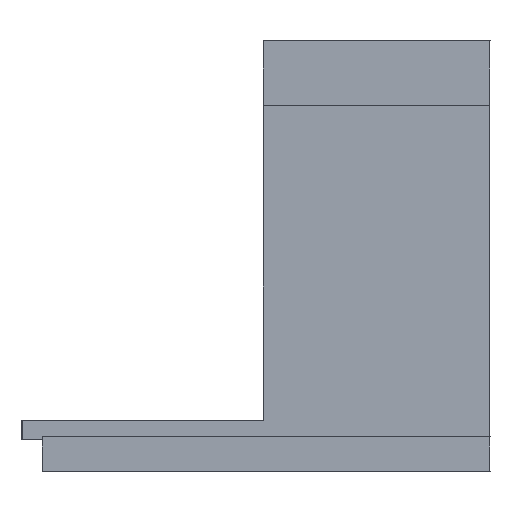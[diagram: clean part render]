
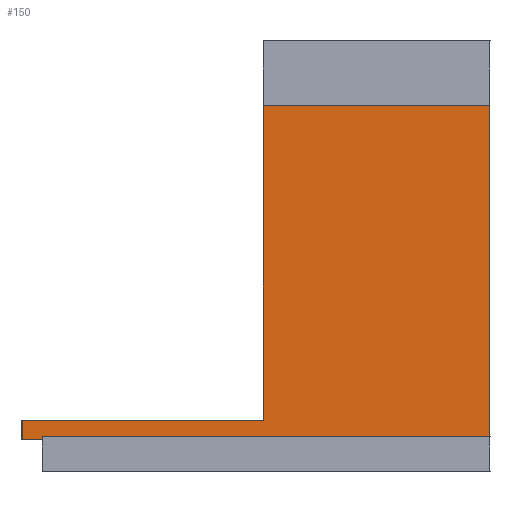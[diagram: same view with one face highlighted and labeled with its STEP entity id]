
A CAD part, left-side view. The second image highlights one B-rep face of the part: STEP entity #150.
In plain terms, the highlighted planar face has unit normal (-1, 0, 0).
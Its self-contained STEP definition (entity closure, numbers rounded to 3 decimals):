
#150=ADVANCED_FACE('',(#311),#230,.F.);
#230=PLANE('',#1889);
#311=FACE_OUTER_BOUND('',#400,.T.);
#400=EDGE_LOOP('',(#765,#766,#767,#768,#769,#770,#771,#772));
#765=ORIENTED_EDGE('',*,*,#1300,.F.);
#766=ORIENTED_EDGE('',*,*,#1302,.F.);
#767=ORIENTED_EDGE('',*,*,#1293,.F.);
#768=ORIENTED_EDGE('',*,*,#1168,.F.);
#769=ORIENTED_EDGE('',*,*,#1152,.F.);
#770=ORIENTED_EDGE('',*,*,#1148,.F.);
#771=ORIENTED_EDGE('',*,*,#1145,.F.);
#772=ORIENTED_EDGE('',*,*,#1303,.F.);
#964=VERTEX_POINT('',#2461);
#966=VERTEX_POINT('',#2464);
#968=VERTEX_POINT('',#2470);
#971=VERTEX_POINT('',#2478);
#983=VERTEX_POINT('',#2510);
#1067=VERTEX_POINT('',#2758);
#1072=VERTEX_POINT('',#2771);
#1073=VERTEX_POINT('',#2773);
#1145=EDGE_CURVE('',#964,#966,#1395,.T.);
#1148=EDGE_CURVE('',#966,#968,#1398,.T.);
#1152=EDGE_CURVE('',#968,#971,#1402,.T.);
#1168=EDGE_CURVE('',#971,#983,#1417,.T.);
#1293=EDGE_CURVE('',#983,#1067,#1523,.T.);
#1300=EDGE_CURVE('',#1072,#1073,#1530,.T.);
#1302=EDGE_CURVE('',#1067,#1072,#1532,.T.);
#1303=EDGE_CURVE('',#1073,#964,#1533,.T.);
#1395=LINE('',#2463,#1621);
#1398=LINE('',#2469,#1624);
#1402=LINE('',#2477,#1628);
#1417=LINE('',#2509,#1643);
#1523=LINE('',#2757,#1749);
#1530=LINE('',#2772,#1756);
#1532=LINE('',#2776,#1758);
#1533=LINE('',#2777,#1759);
#1621=VECTOR('',#1994,1.);
#1624=VECTOR('',#1999,1.);
#1628=VECTOR('',#2005,1.);
#1643=VECTOR('',#2030,1.);
#1749=VECTOR('',#2252,1.);
#1756=VECTOR('',#2263,1.);
#1758=VECTOR('',#2267,1.);
#1759=VECTOR('',#2268,1.);
#1889=AXIS2_PLACEMENT_3D('',#2778,#2269,#2270);
#1994=DIRECTION('',(0.,1.,0.));
#1999=DIRECTION('',(0.,0.,1.));
#2005=DIRECTION('',(0.,-1.,0.));
#2030=DIRECTION('',(0.,0.,1.));
#2252=DIRECTION('',(0.,-1.,0.));
#2263=DIRECTION('',(0.,1.,0.));
#2267=DIRECTION('',(0.,0.,-1.));
#2268=DIRECTION('',(0.,0.,-1.));
#2269=DIRECTION('',(1.,0.,0.));
#2270=DIRECTION('',(0.,0.,-1.));
#2461=CARTESIAN_POINT('',(1.6,8.45,1.2));
#2463=CARTESIAN_POINT('',(1.6,8.45,1.2));
#2464=CARTESIAN_POINT('',(1.6,9.22,1.2));
#2469=CARTESIAN_POINT('',(1.6,9.22,1.2));
#2470=CARTESIAN_POINT('',(1.6,9.22,1.95));
#2477=CARTESIAN_POINT('',(1.6,9.22,1.95));
#2478=CARTESIAN_POINT('',(1.6,0.,1.95));
#2509=CARTESIAN_POINT('',(1.6,0.,1.95));
#2510=CARTESIAN_POINT('',(1.6,0.,13.97));
#2757=CARTESIAN_POINT('',(1.6,0.,13.97));
#2758=CARTESIAN_POINT('',(1.6,-8.65,13.97));
#2771=CARTESIAN_POINT('',(1.6,-8.65,1.32));
#2772=CARTESIAN_POINT('',(1.6,-8.65,1.32));
#2773=CARTESIAN_POINT('',(1.6,8.45,1.32));
#2776=CARTESIAN_POINT('',(1.6,-8.65,13.97));
#2777=CARTESIAN_POINT('',(1.6,8.45,1.32));
#2778=CARTESIAN_POINT('',(1.6,-8.85,14.17));
